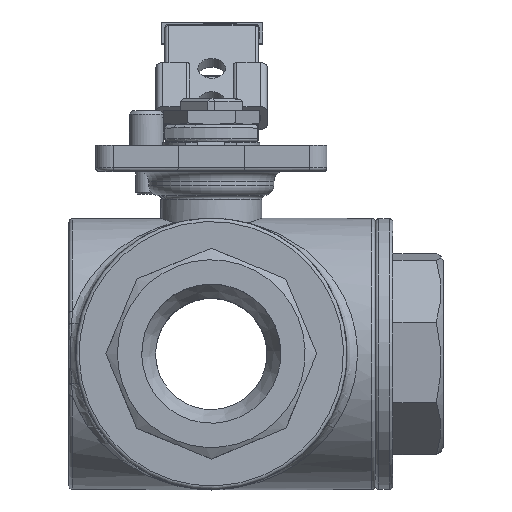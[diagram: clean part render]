
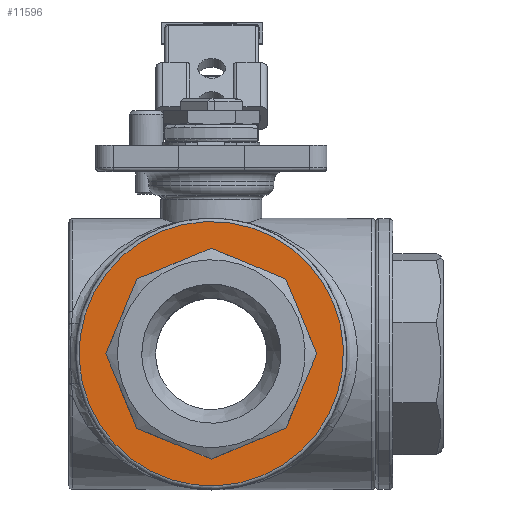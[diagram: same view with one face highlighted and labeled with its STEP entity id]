
A CAD part, top view. The second image highlights one B-rep face of the part: STEP entity #11596.
In plain terms, the highlighted face is planar.
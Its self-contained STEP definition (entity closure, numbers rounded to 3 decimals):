
#984=LINE('',#34908,#1938);
#985=LINE('',#34911,#1939);
#986=LINE('',#34913,#1940);
#987=LINE('',#34915,#1941);
#988=LINE('',#34917,#1942);
#989=LINE('',#34919,#1943);
#990=LINE('',#34921,#1944);
#991=LINE('',#34923,#1945);
#1938=VECTOR('',#14215,1000.);
#1939=VECTOR('',#14216,1000.);
#1940=VECTOR('',#14217,1000.);
#1941=VECTOR('',#14218,1000.);
#1942=VECTOR('',#14219,1000.);
#1943=VECTOR('',#14220,1000.);
#1944=VECTOR('',#14221,1000.);
#1945=VECTOR('',#14222,1000.);
#2582=PLANE('',#12428);
#2881=CIRCLE('',#12429,38.);
#5005=ORIENTED_EDGE('',*,*,#7417,.T.);
#5006=ORIENTED_EDGE('',*,*,#7418,.T.);
#5007=ORIENTED_EDGE('',*,*,#7419,.T.);
#5008=ORIENTED_EDGE('',*,*,#7420,.T.);
#5009=ORIENTED_EDGE('',*,*,#7421,.T.);
#5010=ORIENTED_EDGE('',*,*,#7422,.T.);
#5011=ORIENTED_EDGE('',*,*,#7423,.T.);
#5012=ORIENTED_EDGE('',*,*,#7424,.T.);
#5013=ORIENTED_EDGE('',*,*,#7425,.T.);
#7417=EDGE_CURVE('',#8819,#8820,#984,.T.);
#7418=EDGE_CURVE('',#8820,#8821,#985,.T.);
#7419=EDGE_CURVE('',#8821,#8822,#986,.T.);
#7420=EDGE_CURVE('',#8822,#8823,#987,.T.);
#7421=EDGE_CURVE('',#8823,#8824,#988,.T.);
#7422=EDGE_CURVE('',#8824,#8825,#989,.T.);
#7423=EDGE_CURVE('',#8825,#8826,#990,.T.);
#7424=EDGE_CURVE('',#8826,#8819,#991,.T.);
#7425=EDGE_CURVE('',#8827,#8827,#2881,.T.);
#8819=VERTEX_POINT('',#34909);
#8820=VERTEX_POINT('',#34910);
#8821=VERTEX_POINT('',#34912);
#8822=VERTEX_POINT('',#34914);
#8823=VERTEX_POINT('',#34916);
#8824=VERTEX_POINT('',#34918);
#8825=VERTEX_POINT('',#34920);
#8826=VERTEX_POINT('',#34922);
#8827=VERTEX_POINT('',#34925);
#10046=EDGE_LOOP('',(#5005,#5006,#5007,#5008,#5009,#5010,#5011,#5012));
#10047=EDGE_LOOP('',(#5013));
#10848=FACE_BOUND('',#10046,.T.);
#10849=FACE_BOUND('',#10047,.T.);
#11596=ADVANCED_FACE('',(#10848,#10849),#2582,.F.);
#12428=AXIS2_PLACEMENT_3D('',#34907,#14213,#14214);
#12429=AXIS2_PLACEMENT_3D('',#34924,#14223,#14224);
#14213=DIRECTION('',(0.,0.,1.));
#14214=DIRECTION('',(1.,0.,0.));
#14215=DIRECTION('',(-0.707,0.707,0.));
#14216=DIRECTION('',(-1.,0.,0.));
#14217=DIRECTION('',(-0.707,-0.707,0.));
#14218=DIRECTION('',(0.,-1.,0.));
#14219=DIRECTION('',(0.707,-0.707,0.));
#14220=DIRECTION('',(1.,0.,0.));
#14221=DIRECTION('',(0.707,0.707,0.));
#14222=DIRECTION('',(0.,1.,0.));
#14223=DIRECTION('',(0.,0.,-1.));
#14224=DIRECTION('',(1.,0.,0.));
#34907=CARTESIAN_POINT('',(0.,0.,15.4));
#34908=CARTESIAN_POINT('',(28.,11.598,15.4));
#34909=CARTESIAN_POINT('',(28.,11.598,15.4));
#34910=CARTESIAN_POINT('',(11.598,28.,15.4));
#34911=CARTESIAN_POINT('',(11.598,28.,15.4));
#34912=CARTESIAN_POINT('',(-11.598,28.,15.4));
#34913=CARTESIAN_POINT('',(-11.598,28.,15.4));
#34914=CARTESIAN_POINT('',(-28.,11.598,15.4));
#34915=CARTESIAN_POINT('',(-28.,11.598,15.4));
#34916=CARTESIAN_POINT('',(-28.,-11.598,15.4));
#34917=CARTESIAN_POINT('',(-28.,-11.598,15.4));
#34918=CARTESIAN_POINT('',(-11.598,-28.,15.4));
#34919=CARTESIAN_POINT('',(-11.598,-28.,15.4));
#34920=CARTESIAN_POINT('',(11.598,-28.,15.4));
#34921=CARTESIAN_POINT('',(11.598,-28.,15.4));
#34922=CARTESIAN_POINT('',(28.,-11.598,15.4));
#34923=CARTESIAN_POINT('',(28.,-11.598,15.4));
#34924=CARTESIAN_POINT('',(0.,0.,15.4));
#34925=CARTESIAN_POINT('',(38.,0.,15.4));
